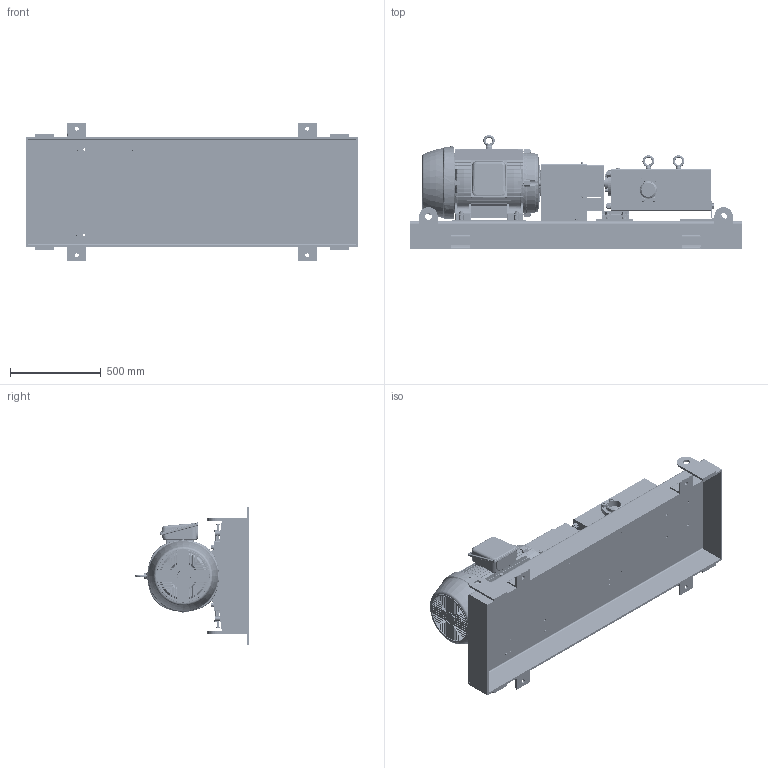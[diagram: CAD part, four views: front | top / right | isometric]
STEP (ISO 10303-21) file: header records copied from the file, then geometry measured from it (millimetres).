
FILE_DESCRIPTION (( 'STEP AP214' ), '1' );
FILE_NAME ('GPV-1445-013-U.STEP', '2019-10-10T18:52:27', ( '' ), ( '' ), 'SwSTEP 2.0', 'SolidWorks 2018', '' );
FILE_SCHEMA (( 'AUTOMOTIVE_DESIGN' ));
Length unit declared in the file: inch
Products named in the file (1): GPV-1445-013-U
Bounding box: 1828.8 x 625.95 x 762 mm (x, y, z)
Volume: 129733999.2 mm3; surface area: 9047535.9 mm2
Topology: 136 solids, 136 shells, 8272 faces, 20945 edges, 13262 vertices
Faces by surface type: plane 3651, cylinder 2132, bspline 1293, cone 1080, torus 106, sphere 10
Entity records: 362097 total; most frequent: CARTESIAN_POINT 144847, ORIENTED_EDGE 41776, DIRECTION 36856, EDGE_CURVE 20888, VERTEX_POINT 13257, AXIS2_PLACEMENT_3D 13063, VECTOR 10730, LINE 10730
